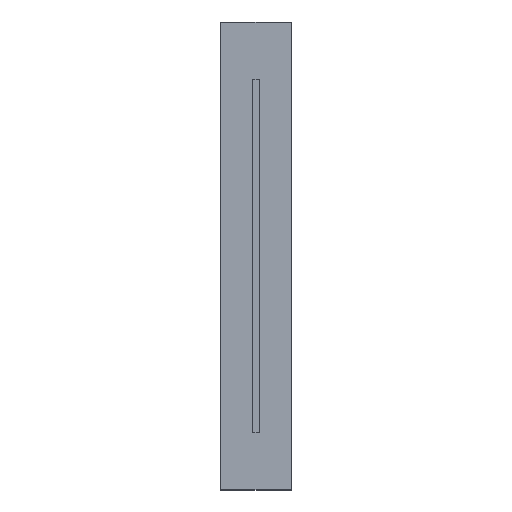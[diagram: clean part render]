
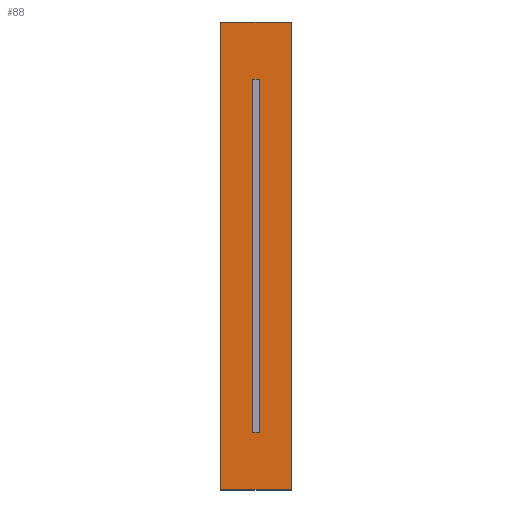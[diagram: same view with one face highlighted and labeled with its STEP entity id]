
A CAD part, top view. The second image highlights one B-rep face of the part: STEP entity #88.
In plain terms, the highlighted planar face has unit normal (0, 0, 1).
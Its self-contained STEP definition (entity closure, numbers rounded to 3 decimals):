
#24 = VERTEX_POINT('',#25);
#25 = CARTESIAN_POINT('',(0.,0.,10.));
#40 = VERTEX_POINT('',#41);
#41 = CARTESIAN_POINT('',(0.,-89.34,10.));
#47 = EDGE_CURVE('',#24,#40,#48,.T.);
#48 = LINE('',#49,#50);
#49 = CARTESIAN_POINT('',(0.,0.,10.));
#50 = VECTOR('',#51,1.);
#51 = DIRECTION('',(-0.,-1.,-0.));
#70 = EDGE_CURVE('',#24,#71,#73,.T.);
#71 = VERTEX_POINT('',#72);
#72 = CARTESIAN_POINT('',(13.38,0.,10.));
#73 = LINE('',#74,#75);
#74 = CARTESIAN_POINT('',(0.,0.,10.));
#75 = VECTOR('',#76,1.);
#76 = DIRECTION('',(1.,0.,0.));
#88 = ADVANCED_FACE('',(#89,#107),#141,.T.);
#89 = FACE_BOUND('',#90,.F.);
#90 = EDGE_LOOP('',(#91,#92,#93,#101));
#91 = ORIENTED_EDGE('',*,*,#47,.F.);
#92 = ORIENTED_EDGE('',*,*,#70,.T.);
#93 = ORIENTED_EDGE('',*,*,#94,.T.);
#94 = EDGE_CURVE('',#71,#95,#97,.T.);
#95 = VERTEX_POINT('',#96);
#96 = CARTESIAN_POINT('',(13.38,-89.34,10.));
#97 = LINE('',#98,#99);
#98 = CARTESIAN_POINT('',(13.38,0.,10.));
#99 = VECTOR('',#100,1.);
#100 = DIRECTION('',(-0.,-1.,-0.));
#101 = ORIENTED_EDGE('',*,*,#102,.F.);
#102 = EDGE_CURVE('',#40,#95,#103,.T.);
#103 = LINE('',#104,#105);
#104 = CARTESIAN_POINT('',(0.,-89.34,10.));
#105 = VECTOR('',#106,1.);
#106 = DIRECTION('',(1.,0.,0.));
#107 = FACE_BOUND('',#108,.F.);
#108 = EDGE_LOOP('',(#109,#119,#127,#135));
#109 = ORIENTED_EDGE('',*,*,#110,.T.);
#110 = EDGE_CURVE('',#111,#113,#115,.T.);
#111 = VERTEX_POINT('',#112);
#112 = CARTESIAN_POINT('',(6.11,-11.,10.));
#113 = VERTEX_POINT('',#114);
#114 = CARTESIAN_POINT('',(6.11,-78.34,10.));
#115 = LINE('',#116,#117);
#116 = CARTESIAN_POINT('',(6.11,-11.,10.));
#117 = VECTOR('',#118,1.);
#118 = DIRECTION('',(-0.,-1.,-0.));
#119 = ORIENTED_EDGE('',*,*,#120,.T.);
#120 = EDGE_CURVE('',#113,#121,#123,.T.);
#121 = VERTEX_POINT('',#122);
#122 = CARTESIAN_POINT('',(7.27,-78.34,10.));
#123 = LINE('',#124,#125);
#124 = CARTESIAN_POINT('',(6.11,-78.34,10.));
#125 = VECTOR('',#126,1.);
#126 = DIRECTION('',(1.,0.,0.));
#127 = ORIENTED_EDGE('',*,*,#128,.F.);
#128 = EDGE_CURVE('',#129,#121,#131,.T.);
#129 = VERTEX_POINT('',#130);
#130 = CARTESIAN_POINT('',(7.27,-11.,10.));
#131 = LINE('',#132,#133);
#132 = CARTESIAN_POINT('',(7.27,-11.,10.));
#133 = VECTOR('',#134,1.);
#134 = DIRECTION('',(-0.,-1.,-0.));
#135 = ORIENTED_EDGE('',*,*,#136,.F.);
#136 = EDGE_CURVE('',#111,#129,#137,.T.);
#137 = LINE('',#138,#139);
#138 = CARTESIAN_POINT('',(6.11,-11.,10.));
#139 = VECTOR('',#140,1.);
#140 = DIRECTION('',(1.,0.,0.));
#141 = PLANE('',#142);
#142 = AXIS2_PLACEMENT_3D('',#143,#144,#145);
#143 = CARTESIAN_POINT('',(0.,0.,10.));
#144 = DIRECTION('',(0.,0.,1.));
#145 = DIRECTION('',(-1.,0.,0.));
